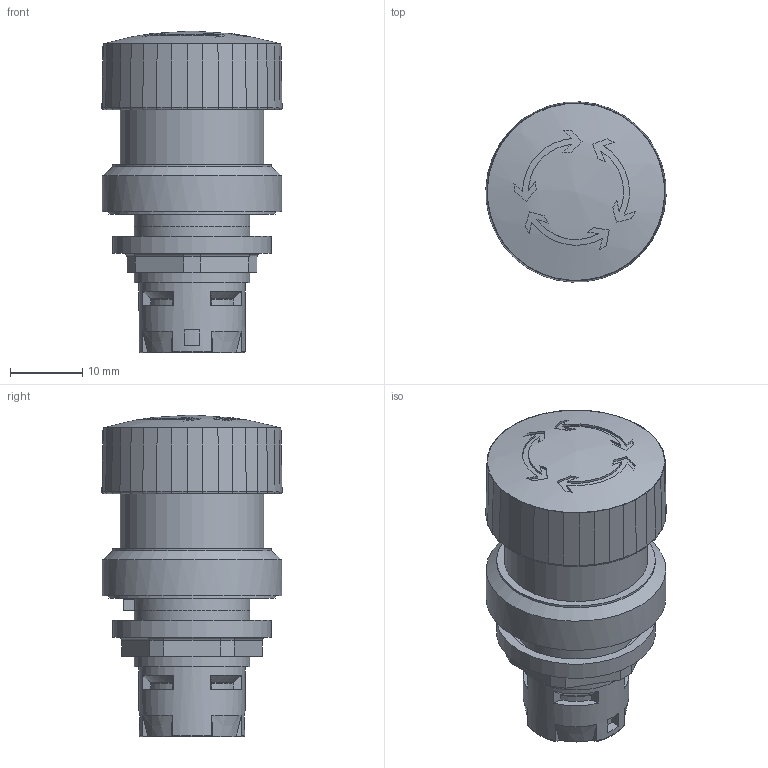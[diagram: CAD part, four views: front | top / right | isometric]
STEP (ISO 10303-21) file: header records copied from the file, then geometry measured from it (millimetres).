
FILE_DESCRIPTION(/* description */ (''),/* implementation_level */ '2;1');
FILE_NAME(/* name */ 'RKUVGB.stp',/* time_stamp */ '2017-08-22T15:45:43+02:00',/* author */ ('mharscher'),/* organization */ (''),/* preprocessor_version */ 'ST-DEVELOPER v16.1',/* originating_system */ 'Autodesk Inventor 2016',/* authorisation */ '');
FILE_SCHEMA (('AUTOMOTIVE_DESIGN { 1 0 10303 214 3 1 1 }'));
Length unit declared in the file: centimetre
Products named in the file (1): RKUVGB
Bounding box: 24.95 x 24.95 x 44.59 mm (x, y, z)
Volume: 13551.7 mm3; surface area: 5744 mm2
Topology: 1 solids, 1 shells, 225 faces, 557 edges, 355 vertices
Faces by surface type: plane 128, cylinder 71, cone 14, torus 7, sphere 5
Full cylindrical faces by diameter (mm): 14.7 x1, 16 x2, 16.008 x1, 16.5 x1, 19.5 x1, 19.85 x1, 22 x2, 23 x1, 24.9 x1
Entity records: 6568 total; most frequent: CARTESIAN_POINT 1214, DIRECTION 1158, ORIENTED_EDGE 1070, EDGE_CURVE 535, AXIS2_PLACEMENT_3D 429, VERTEX_POINT 349, LINE 300, VECTOR 300
